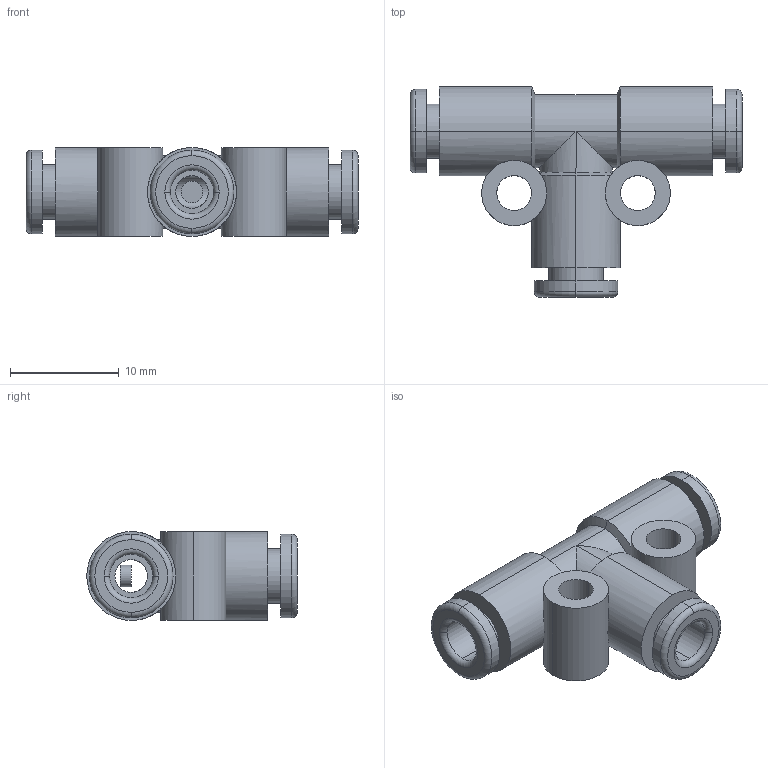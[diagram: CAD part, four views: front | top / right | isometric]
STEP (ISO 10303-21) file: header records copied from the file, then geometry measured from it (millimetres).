
FILE_DESCRIPTION (( 'STEP AP214' ), '1' );
FILE_NAME ('KQ2T04-00A.step.step', '2015-12-17T13:36:13', ( 'Windows User' ), ( '' ), 'SwSTEP 2.0', 'SolidWorks 2016', '' );
FILE_SCHEMA (( 'AUTOMOTIVE_DESIGN' ));
Length unit declared in the file: millimetre
Products named in the file (2): KQ2T04-00A.step_KQ2T-metric_KQ2T04-00A; KQ2T04-00A.step
Assembly tree (1 placements, depth 2):
  KQ2T04-00A.step
    KQ2T04-00A.step_KQ2T-metric_KQ2T04-00A
Bounding box: 30.6 x 19.4 x 8.2 mm (x, y, z)
Volume: 1689.7 mm3; surface area: 2197.7 mm2
Topology: 2 solids, 2 shells, 79 faces, 180 edges, 112 vertices
Faces by surface type: cylinder 43, plane 18, torus 12, cone 6
Entity records: 2627 total; most frequent: CARTESIAN_POINT 683, DIRECTION 442, ORIENTED_EDGE 360, AXIS2_PLACEMENT_3D 195, EDGE_CURVE 180, VERTEX_POINT 112, CIRCLE 112, EDGE_LOOP 98
